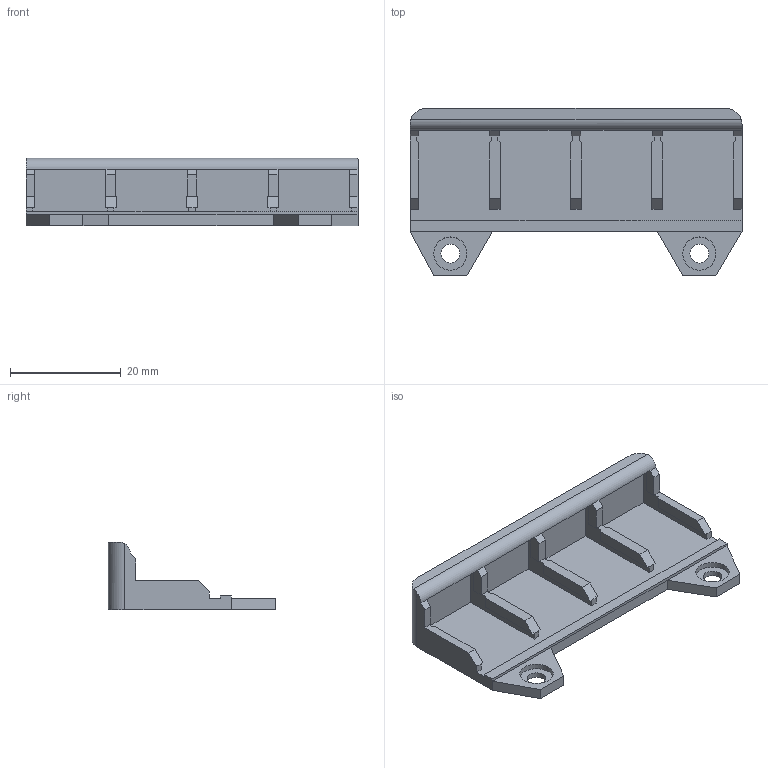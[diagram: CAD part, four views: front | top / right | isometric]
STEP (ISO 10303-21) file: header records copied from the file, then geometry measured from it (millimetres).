
FILE_DESCRIPTION(/* description */ (''),/* implementation_level */ '2;1');
FILE_NAME(/* name */ 'Quad_WAGO_Holder v15.step',/* time_stamp */ '2020-12-11T15:04:07-05:00',/* author */ (''),/* organization */ (''),/* preprocessor_version */ 'ST-DEVELOPER v18.1',/* originating_system */ 'Autodesk Translation Framework v9.7.1.1290',/* authorisation */ '');
FILE_SCHEMA (('AUTOMOTIVE_DESIGN { 1 0 10303 214 3 1 1 }'));
Length unit declared in the file: millimetre
Products named in the file (1): Quad_WAGO_Holder
Bounding box: 60 x 30.25 x 12.2 mm (x, y, z)
Volume: 4840 mm3; surface area: 5602.4 mm2
Topology: 1 solids, 1 shells, 117 faces, 311 edges, 198 vertices
Faces by surface type: plane 109, cylinder 8
Full cylindrical faces by diameter (mm): 3.4 x2, 6 x2
Entity records: 3585 total; most frequent: CARTESIAN_POINT 639, ORIENTED_EDGE 622, DIRECTION 560, EDGE_CURVE 311, LINE 294, VECTOR 294, VERTEX_POINT 198, AXIS2_PLACEMENT_3D 133
